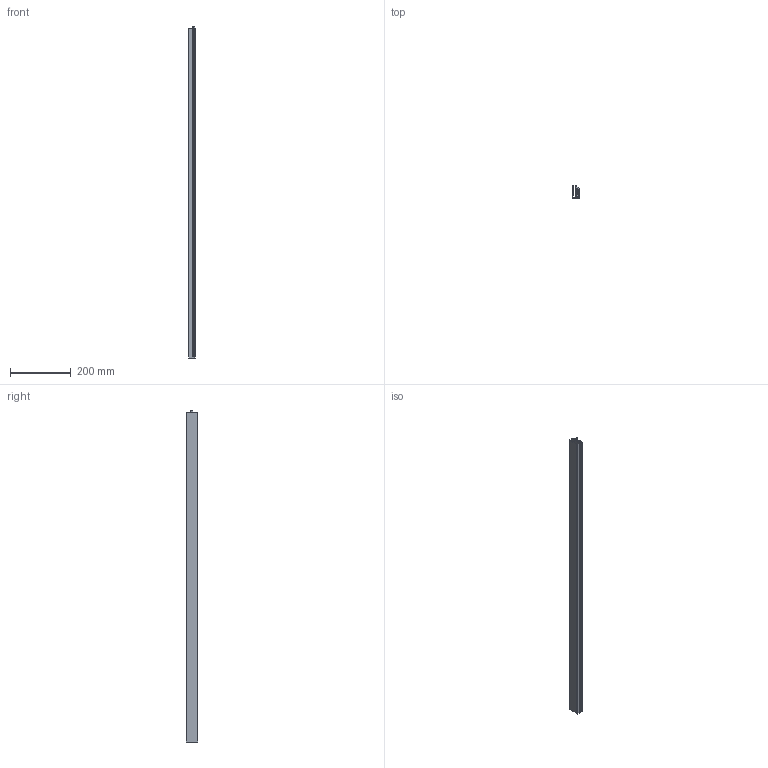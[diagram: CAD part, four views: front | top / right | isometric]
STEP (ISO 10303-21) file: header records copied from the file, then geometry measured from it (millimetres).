
FILE_DESCRIPTION (( 'STEP AP203' ), '1' );
FILE_NAME ('KG A8 schmal 1084.STEP', '2025-03-07T14:49:56', ( '' ), ( '' ), 'SwSTEP 2.0', 'SolidWorks 2023', '' );
FILE_SCHEMA (( 'CONFIG_CONTROL_DESIGN' ));
Length unit declared in the file: millimetre
Products named in the file (5): Aussengehäuse_WA_1080; KG A8 schmal 1084; Innengeometrie_WA_1080; Schutzprofil KG A8 schmal_1084; Betätigungsteil_WA
Assembly tree (4 placements, depth 2):
  KG A8 schmal 1084
    Schutzprofil KG A8 schmal_1084
    Aussengehäuse_WA_1080
    Betätigungsteil_WA
    Innengeometrie_WA_1080
Bounding box: 22.65 x 38 x 1092 mm (x, y, z)
Volume: 402903.5 mm3; surface area: 520833.2 mm2
Topology: 19 solids, 19 shells, 704 faces, 1990 edges, 1326 vertices
Faces by surface type: plane 341, bspline 308, cylinder 53, torus 2
Entity records: 38306 total; most frequent: CARTESIAN_POINT 21426, ORIENTED_EDGE 3980, DIRECTION 2292, EDGE_CURVE 1990, VERTEX_POINT 1326, VECTOR 1262, LINE 1262, EDGE_LOOP 786
